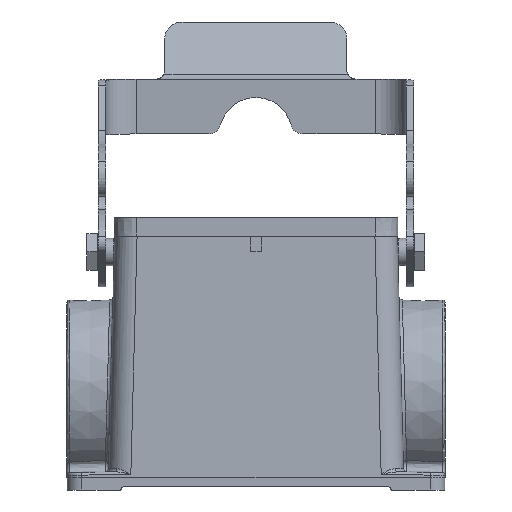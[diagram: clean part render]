
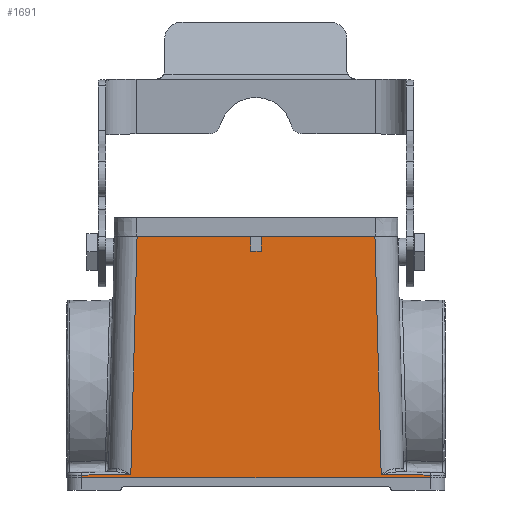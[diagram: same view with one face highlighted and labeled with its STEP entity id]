
A CAD part, front view. The second image highlights one B-rep face of the part: STEP entity #1691.
In plain terms, the highlighted planar face has unit normal (0, -1, 0.023).
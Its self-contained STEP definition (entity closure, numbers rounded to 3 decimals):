
#392=B_SPLINE_CURVE_WITH_KNOTS('',3,(#17697,#17698,#17699,#17700),
 .UNSPECIFIED.,.F.,.F.,(4,4),(0.,1.),.UNSPECIFIED.);
#1691=ADVANCED_FACE('',(#2262),#1867,.F.);
#1867=PLANE('',#8898);
#2262=FACE_OUTER_BOUND('',#2827,.T.);
#2827=EDGE_LOOP('',(#5035,#5036,#5037,#5038,#5039,#5040,#5041,#5042,#5043,
#5044,#5045,#5046));
#5035=ORIENTED_EDGE('',*,*,#6996,.T.);
#5036=ORIENTED_EDGE('',*,*,#7036,.T.);
#5037=ORIENTED_EDGE('',*,*,#7033,.T.);
#5038=ORIENTED_EDGE('',*,*,#7037,.T.);
#5039=ORIENTED_EDGE('',*,*,#7003,.T.);
#5040=ORIENTED_EDGE('',*,*,#7038,.T.);
#5041=ORIENTED_EDGE('',*,*,#7025,.T.);
#5042=ORIENTED_EDGE('',*,*,#6976,.T.);
#5043=ORIENTED_EDGE('',*,*,#7039,.F.);
#5044=ORIENTED_EDGE('',*,*,#6917,.F.);
#5045=ORIENTED_EDGE('',*,*,#6954,.F.);
#5046=ORIENTED_EDGE('',*,*,#6957,.T.);
#5827=VERTEX_POINT('',#17021);
#5828=VERTEX_POINT('',#17023);
#5854=VERTEX_POINT('',#17229);
#5856=VERTEX_POINT('',#17235);
#5864=VERTEX_POINT('',#17317);
#5866=VERTEX_POINT('',#17340);
#5877=VERTEX_POINT('',#17387);
#5878=VERTEX_POINT('',#17434);
#5881=VERTEX_POINT('',#17464);
#5892=VERTEX_POINT('',#17601);
#5893=VERTEX_POINT('',#17638);
#5896=VERTEX_POINT('',#17668);
#6917=EDGE_CURVE('',#5827,#5828,#7502,.T.);
#6954=EDGE_CURVE('',#5854,#5827,#7517,.T.);
#6957=EDGE_CURVE('',#5854,#5856,#7519,.T.);
#6976=EDGE_CURVE('',#5864,#5866,#7524,.T.);
#6996=EDGE_CURVE('',#5856,#5877,#7537,.T.);
#7003=EDGE_CURVE('',#5878,#5881,#7539,.T.);
#7025=EDGE_CURVE('',#5892,#5864,#7548,.T.);
#7033=EDGE_CURVE('',#5893,#5896,#7551,.T.);
#7036=EDGE_CURVE('',#5877,#5893,#7553,.T.);
#7037=EDGE_CURVE('',#5896,#5878,#392,.T.);
#7038=EDGE_CURVE('',#5881,#5892,#7554,.T.);
#7039=EDGE_CURVE('',#5828,#5866,#7555,.T.);
#7502=LINE('',#17022,#8014);
#7517=LINE('',#17230,#8029);
#7519=LINE('',#17236,#8031);
#7524=LINE('',#17341,#8036);
#7537=LINE('',#17426,#8049);
#7539=LINE('',#17484,#8051);
#7548=LINE('',#17633,#8060);
#7551=LINE('',#17687,#8063);
#7553=LINE('',#17696,#8065);
#7554=LINE('',#17701,#8066);
#7555=LINE('',#17702,#8067);
#8014=VECTOR('',#10821,1.);
#8029=VECTOR('',#10876,1.);
#8031=VECTOR('',#10882,1.);
#8036=VECTOR('',#10923,1.);
#8049=VECTOR('',#10960,1.);
#8051=VECTOR('',#10970,1.);
#8060=VECTOR('',#11003,1.);
#8063=VECTOR('',#11016,1.);
#8065=VECTOR('',#11024,1.);
#8066=VECTOR('',#11025,1.);
#8067=VECTOR('',#11026,1.);
#8898=AXIS2_PLACEMENT_3D('',#17703,#11027,#11028);
#10821=DIRECTION('',(1.,0.,0.));
#10876=DIRECTION('',(0.,-0.023,-1.));
#10882=DIRECTION('',(-1.,0.,0.));
#10923=DIRECTION('',(-1.,0.,0.));
#10960=DIRECTION('',(-0.026,-0.023,-0.999));
#10970=DIRECTION('',(0.,0.023,1.));
#11003=DIRECTION('',(-0.026,0.023,0.999));
#11016=DIRECTION('',(0.,-0.023,-1.));
#11024=DIRECTION('',(-1.,0.,-0.017));
#11025=DIRECTION('',(-1.,0.,0.017));
#11026=DIRECTION('',(0.,0.023,1.));
#11027=DIRECTION('',(0.,1.,-0.023));
#11028=DIRECTION('',(0.,-0.023,-1.));
#17021=CARTESIAN_POINT('',(-1.75,-41.362,73.344));
#17022=CARTESIAN_POINT('',(0.,-41.362,73.344));
#17023=CARTESIAN_POINT('',(1.75,-41.362,73.344));
#17229=CARTESIAN_POINT('',(-1.75,-41.253,78.148));
#17230=CARTESIAN_POINT('',(-1.75,-41.163,82.148));
#17235=CARTESIAN_POINT('',(-39.206,-41.253,78.148));
#17236=CARTESIAN_POINT('',(0.,-41.253,78.148));
#17317=CARTESIAN_POINT('',(39.206,-41.253,78.148));
#17340=CARTESIAN_POINT('',(1.75,-41.253,78.148));
#17341=CARTESIAN_POINT('',(0.,-41.253,78.148));
#17387=CARTESIAN_POINT('',(-41.257,-43.025,-0.165));
#17426=CARTESIAN_POINT('',(-41.372,-43.124,-4.573));
#17434=CARTESIAN_POINT('',(57.399,-43.052,-1.369));
#17464=CARTESIAN_POINT('',(57.399,-43.031,-0.447));
#17484=CARTESIAN_POINT('',(57.399,-43.149,-5.656));
#17601=CARTESIAN_POINT('',(41.257,-43.025,-0.165));
#17633=CARTESIAN_POINT('',(39.206,-41.253,78.146));
#17638=CARTESIAN_POINT('',(-57.399,-43.031,-0.447));
#17668=CARTESIAN_POINT('',(-57.399,-43.052,-1.369));
#17687=CARTESIAN_POINT('',(-57.399,-43.149,-5.656));
#17696=CARTESIAN_POINT('',(-0.108,-43.008,0.553));
#17697=CARTESIAN_POINT('',(-57.399,-43.052,-1.369));
#17698=CARTESIAN_POINT('',(-19.133,-43.052,-1.369));
#17699=CARTESIAN_POINT('',(19.133,-43.052,-1.369));
#17700=CARTESIAN_POINT('',(57.399,-43.052,-1.369));
#17701=CARTESIAN_POINT('',(0.108,-43.008,0.553));
#17702=CARTESIAN_POINT('',(1.75,-41.276,77.149));
#17703=CARTESIAN_POINT('',(0.,-43.149,-5.656));
